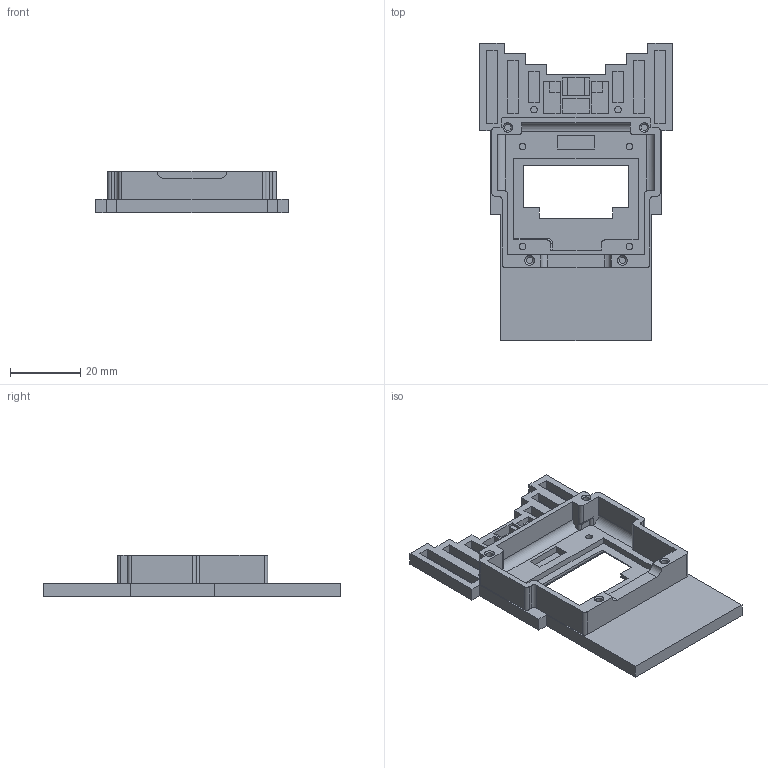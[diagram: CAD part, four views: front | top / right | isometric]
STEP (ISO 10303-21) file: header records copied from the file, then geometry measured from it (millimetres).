
FILE_DESCRIPTION(/* description */ (''),/* implementation_level */ '2;1');
FILE_NAME(/* name */ 'hackffm-badge.stp',/* time_stamp */ '2025-03-27T09:21:52+01:00',/* author */ ('merges'),/* organization */ (''),/* preprocessor_version */ 'ST-DEVELOPER v19',/* originating_system */ 'Autodesk Inventor 2023',/* authorisation */ '');
FILE_SCHEMA (('AUTOMOTIVE_DESIGN { 1 0 10303 214 3 1 1 }'));
Length unit declared in the file: millimetre
Products named in the file (5): hackffm-badge; logo_black; body-new; signal-new; transparent
Assembly tree (4 placements, depth 2):
  hackffm-badge
    logo_black
    body-new
    signal-new
    transparent
Bounding box: 55 x 85 x 11.8 mm (x, y, z)
Volume: 12908.2 mm3; surface area: 15617.3 mm2
Topology: 20 solids, 20 shells, 589 faces, 1495 edges, 984 vertices
Faces by surface type: plane 524, cylinder 50, cone 8, bspline 6, torus 1
Full cylindrical faces by diameter (mm): 1.9 x10, 2.3 x4
Entity records: 18013 total; most frequent: CARTESIAN_POINT 3459, ORIENTED_EDGE 2986, DIRECTION 2774, EDGE_CURVE 1493, LINE 1360, VECTOR 1360, VERTEX_POINT 984, AXIS2_PLACEMENT_3D 707
